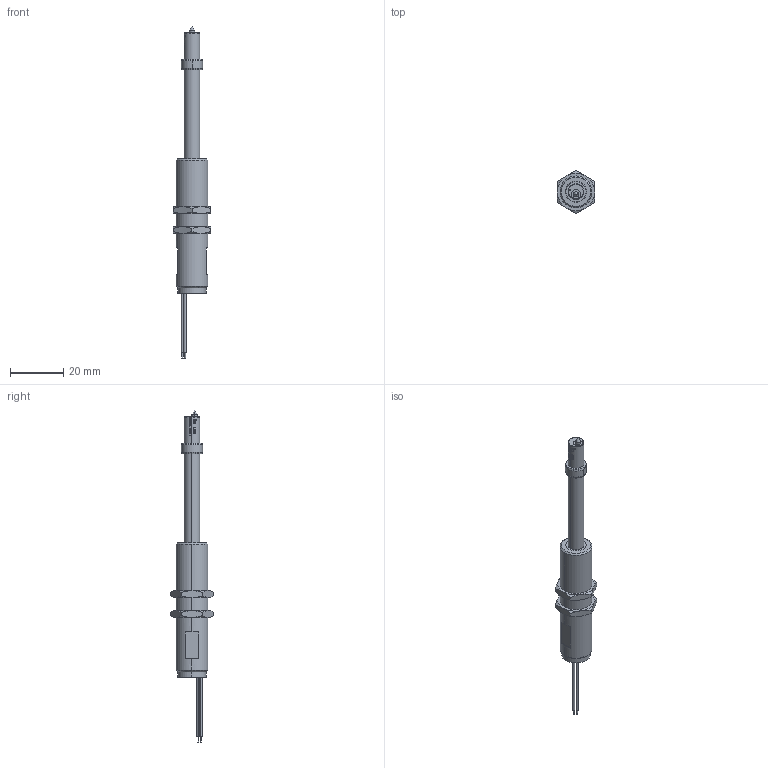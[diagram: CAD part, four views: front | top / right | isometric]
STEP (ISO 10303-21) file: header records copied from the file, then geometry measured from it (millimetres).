
FILE_DESCRIPTION (( 'STEP AP214' ), '1' );
FILE_NAME ('24456~17.STEP', '2019-05-24T09:58:58', ( '' ), ( '' ), 'SwSTEP 2.0', 'SolidWorks 2018', '' );
FILE_SCHEMA (( 'AUTOMOTIVE_DESIGN' ));
Length unit declared in the file: millimetre
Products named in the file (1): 24456~17
Bounding box: 14 x 16.17 x 124.89 mm (x, y, z)
Surface area: 4260.5 mm2 (no closed solid volume)
Topology: 0 solids, 2 shells, 317 faces, 764 edges, 490 vertices
Faces by surface type: plane 151, bspline 62, cylinder 52, cone 50, torus 2
Entity records: 13078 total; most frequent: CARTESIAN_POINT 5220, ORIENTED_EDGE 1522, DIRECTION 1278, EDGE_CURVE 762, VERTEX_POINT 490, AXIS2_PLACEMENT_3D 450, VECTOR 378, LINE 378
